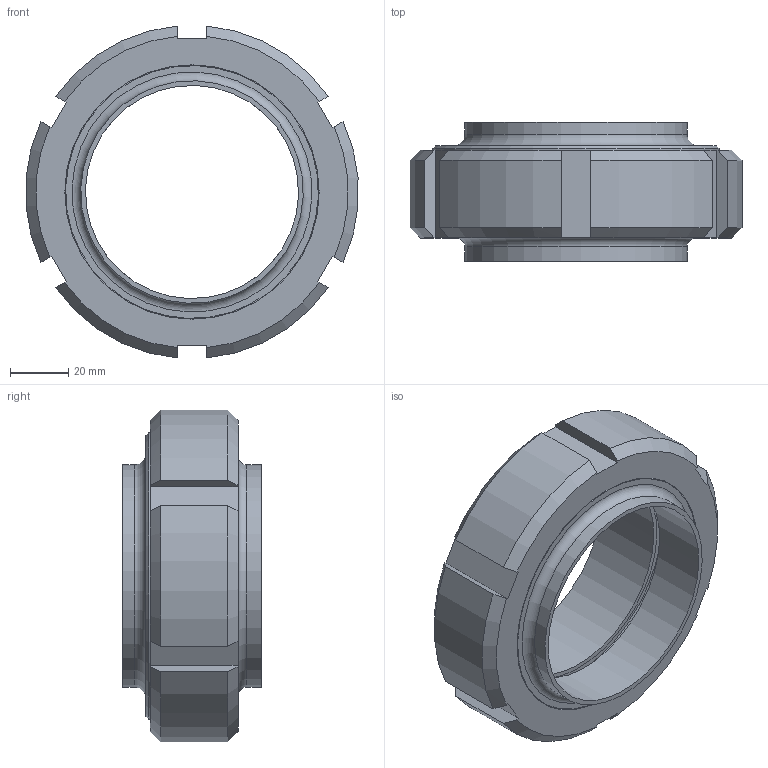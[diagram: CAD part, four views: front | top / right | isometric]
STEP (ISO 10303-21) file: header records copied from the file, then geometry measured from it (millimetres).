
FILE_DESCRIPTION (( 'STEP AP203' ), '1' );
FILE_NAME ('Douille + ecrou +nez DIN 76.STEP', '2018-10-17T12:13:30', ( 'utilisateur' ), ( '' ), 'SwSTEP 2.0', 'SolidWorks 2012', '' );
FILE_SCHEMA (( 'CONFIG_CONTROL_DESIGN' ));
Length unit declared in the file: millimetre
Products named in the file (4): Nez SMS 76; Douille SMS 76; Ecrou SMS 76; Douille + ecrou +nez DIN 76
Assembly tree (3 placements, depth 2):
  Douille + ecrou +nez DIN 76
    Ecrou SMS 76
    Douille SMS 76
    Nez SMS 76
Bounding box: 113.57 x 47.5 x 113.56 mm (x, y, z)
Volume: 173749.6 mm3; surface area: 63645.9 mm2
Topology: 3 solids, 3 shells, 65 faces, 154 edges, 101 vertices
Faces by surface type: plane 30, cylinder 17, cone 16, torus 2
Full cylindrical faces by diameter (mm): 72.9 x2, 76 x1, 76.1 x2, 86 x1, 86.5 x1, 87 x1, 93 x1, 96 x1, 98 x1
Entity records: 2260 total; most frequent: CARTESIAN_POINT 403, DIRECTION 306, ORIENTED_EDGE 272, EDGE_CURVE 136, AXIS2_PLACEMENT_3D 123, VERTEX_POINT 100, EDGE_LOOP 94, FACE_OUTER_BOUND 78
